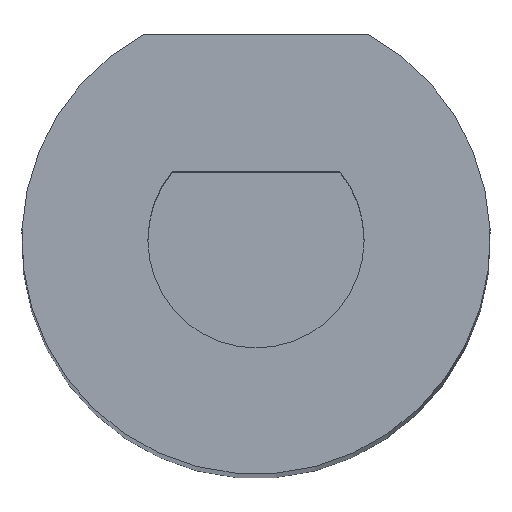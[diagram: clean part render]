
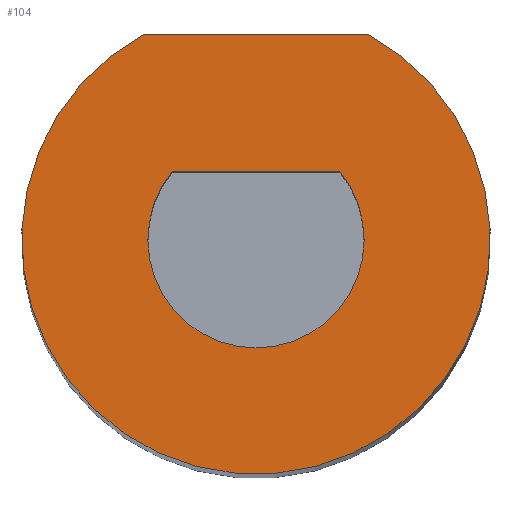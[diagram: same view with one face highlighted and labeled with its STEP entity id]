
A CAD part, top view. The second image highlights one B-rep face of the part: STEP entity #104.
In plain terms, the highlighted planar face has unit normal (0, 0, 1).
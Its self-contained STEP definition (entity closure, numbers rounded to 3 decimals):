
#15=FACE_BOUND('',#28,.T.);
#20=FACE_OUTER_BOUND('',#27,.T.);
#27=EDGE_LOOP('',(#79,#80));
#28=EDGE_LOOP('',(#81,#82));
#34=CIRCLE('',#114,3.25);
#35=CIRCLE('',#116,1.5);
#40=LINE('',#167,#48);
#41=LINE('',#171,#49);
#48=VECTOR('',#137,10.);
#49=VECTOR('',#140,10.);
#55=VERTEX_POINT('',#161);
#56=VERTEX_POINT('',#163);
#57=VERTEX_POINT('',#168);
#58=VERTEX_POINT('',#169);
#64=EDGE_CURVE('',#56,#55,#34,.T.);
#66=EDGE_CURVE('',#55,#56,#40,.T.);
#67=EDGE_CURVE('',#57,#58,#35,.T.);
#68=EDGE_CURVE('',#58,#57,#41,.T.);
#79=ORIENTED_EDGE('',*,*,#66,.T.);
#80=ORIENTED_EDGE('',*,*,#64,.T.);
#81=ORIENTED_EDGE('',*,*,#67,.T.);
#82=ORIENTED_EDGE('',*,*,#68,.T.);
#98=PLANE('',#115);
#104=ADVANCED_FACE('',(#20,#15),#98,.T.);
#114=AXIS2_PLACEMENT_3D('',#164,#132,#133);
#115=AXIS2_PLACEMENT_3D('',#166,#135,#136);
#116=AXIS2_PLACEMENT_3D('',#170,#138,#139);
#132=DIRECTION('center_axis',(0.,0.,
1.));
#133=DIRECTION('ref_axis',(-0.481,0.877,0.));
#135=DIRECTION('center_axis',(0.,0.,
1.));
#136=DIRECTION('ref_axis',(-1.,0.,0.));
#137=DIRECTION('',(-1.,0.,0.));
#138=DIRECTION('center_axis',(0.,0.,
-1.));
#139=DIRECTION('ref_axis',(-1.,0.,0.));
#140=DIRECTION('',(1.,0.,0.));
#161=CARTESIAN_POINT('',(52.404,12.555,-3.943));
#163=CARTESIAN_POINT('',(49.28,12.555,-3.943));
#164=CARTESIAN_POINT('Origin',(50.842,9.705,-3.943));
#166=CARTESIAN_POINT('Origin',(50.842,9.505,-3.943));
#167=CARTESIAN_POINT('',(52.404,12.555,-3.943));
#168=CARTESIAN_POINT('',(52.003,10.655,-3.943));
#169=CARTESIAN_POINT('',(49.681,10.655,-3.943));
#170=CARTESIAN_POINT('Origin',(50.842,9.705,-3.943));
#171=CARTESIAN_POINT('',(52.092,10.655,-3.943));
